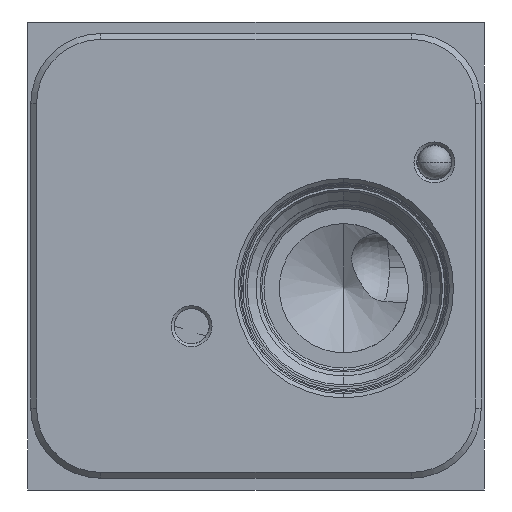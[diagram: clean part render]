
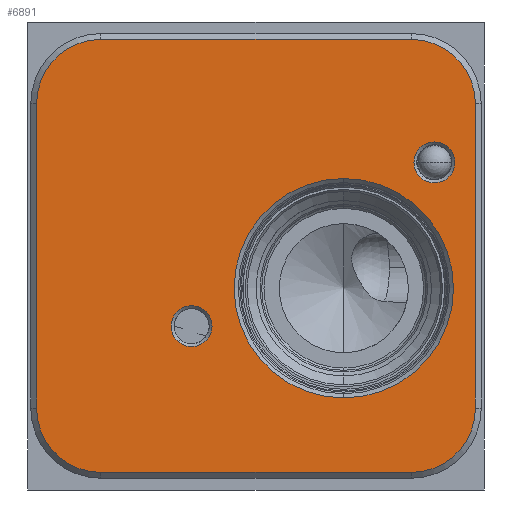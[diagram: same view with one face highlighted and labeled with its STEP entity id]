
A CAD part, left-side view. The second image highlights one B-rep face of the part: STEP entity #6891.
In plain terms, the highlighted planar face has unit normal (-1, 0, 0).
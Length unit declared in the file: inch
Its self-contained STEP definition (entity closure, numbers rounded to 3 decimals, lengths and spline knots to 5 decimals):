
#57=CARTESIAN_POINT('',(0.,-2.047,0.438));
#58=DIRECTION('',(1.,0.,0.));
#59=DIRECTION('',(0.,-1.,0.));
#60=AXIS2_PLACEMENT_3D('',#57,#58,#59);
#71=CARTESIAN_POINT('',(0.,-1.688,1.078));
#72=DIRECTION('',(1.,0.,0.));
#73=DIRECTION('',(0.,0.,-1.));
#74=AXIS2_PLACEMENT_3D('',#71,#72,#73);
#76=CARTESIAN_POINT('',(0.,-1.688,1.078));
#77=DIRECTION('',(1.,0.,0.));
#78=DIRECTION('',(0.,0.,1.));
#79=AXIS2_PLACEMENT_3D('',#76,#77,#78);
#81=CARTESIAN_POINT('',(0.,-2.172,1.75));
#82=DIRECTION('',(1.,0.,0.));
#83=DIRECTION('',(0.,0.643,-0.766));
#84=AXIS2_PLACEMENT_3D('',#81,#82,#83);
#86=CARTESIAN_POINT('',(0.,-2.172,1.75));
#87=DIRECTION('',(1.,0.,0.));
#88=DIRECTION('',(0.,-0.643,0.766));
#89=AXIS2_PLACEMENT_3D('',#86,#87,#88);
#91=CARTESIAN_POINT('',(0.,-0.875,0.875));
#92=DIRECTION('',(1.,0.,0.));
#93=DIRECTION('',(0.,0.643,-0.766));
#94=AXIS2_PLACEMENT_3D('',#91,#92,#93);
#96=CARTESIAN_POINT('',(0.,-0.875,0.875));
#97=DIRECTION('',(1.,0.,0.));
#98=DIRECTION('',(0.,-0.643,0.766));
#99=AXIS2_PLACEMENT_3D('',#96,#97,#98);
#101=DIRECTION('',(0.,1.,0.));
#102=VECTOR('',#101,1.656);
#103=CARTESIAN_POINT('',(0.,-2.047,0.094));
#104=LINE('',#103,#102);
#121=CARTESIAN_POINT('',(0.,-0.391,0.438));
#122=DIRECTION('',(1.,0.,0.));
#123=DIRECTION('',(0.,0.,-1.));
#124=AXIS2_PLACEMENT_3D('',#121,#122,#123);
#139=DIRECTION('',(0.,0.,1.));
#140=VECTOR('',#139,1.625);
#141=CARTESIAN_POINT('',(0.,-0.047,0.438));
#142=LINE('',#141,#140);
#155=CARTESIAN_POINT('',(0.,-0.391,2.063));
#156=DIRECTION('',(1.,0.,0.));
#157=DIRECTION('',(0.,1.,0.));
#158=AXIS2_PLACEMENT_3D('',#155,#156,#157);
#169=DIRECTION('',(0.,-1.,0.));
#170=VECTOR('',#169,1.656);
#171=CARTESIAN_POINT('',(0.,-0.391,2.407));
#172=LINE('',#171,#170);
#189=CARTESIAN_POINT('',(0.,-2.047,2.063));
#190=DIRECTION('',(1.,0.,0.));
#191=DIRECTION('',(0.,0.,1.));
#192=AXIS2_PLACEMENT_3D('',#189,#190,#191);
#203=DIRECTION('',(0.,0.,-1.));
#204=VECTOR('',#203,1.625);
#205=CARTESIAN_POINT('',(0.,-2.391,2.063));
#206=LINE('',#205,#204);
#6466=CARTESIAN_POINT('',(0.,-0.047,0.438));
#6467=CARTESIAN_POINT('',(0.,-0.047,2.063));
#6468=VERTEX_POINT('',#6466);
#6469=VERTEX_POINT('',#6467);
#6474=CARTESIAN_POINT('',(0.,-0.391,2.407));
#6475=VERTEX_POINT('',#6474);
#6478=CARTESIAN_POINT('',(0.,-2.047,2.407));
#6479=VERTEX_POINT('',#6478);
#6482=CARTESIAN_POINT('',(0.,-2.391,2.063));
#6483=VERTEX_POINT('',#6482);
#6486=CARTESIAN_POINT('',(0.,-2.391,0.438));
#6487=VERTEX_POINT('',#6486);
#6490=CARTESIAN_POINT('',(0.,-2.047,0.094));
#6491=VERTEX_POINT('',#6490);
#6494=CARTESIAN_POINT('',(0.,-0.391,0.094));
#6495=VERTEX_POINT('',#6494);
#6558=CARTESIAN_POINT('',(0.,-1.688,0.492));
#6559=CARTESIAN_POINT('',(0.,-1.688,1.664));
#6560=VERTEX_POINT('',#6558);
#6561=VERTEX_POINT('',#6559);
#6587=CARTESIAN_POINT('',(0.,-2.10161,1.66612));
#6588=CARTESIAN_POINT('',(0.,-2.24239,1.83388));
#6589=VERTEX_POINT('',#6587);
#6590=VERTEX_POINT('',#6588);
#6617=CARTESIAN_POINT('',(0.,-0.80461,0.79112));
#6618=CARTESIAN_POINT('',(0.,-0.94539,0.95888));
#6619=VERTEX_POINT('',#6617);
#6620=VERTEX_POINT('',#6618);
#6851=CARTESIAN_POINT('',(0.,0.,0.));
#6852=DIRECTION('',(-1.,0.,0.));
#6853=DIRECTION('',(0.,-1.,0.));
#6854=AXIS2_PLACEMENT_3D('',#6851,#6852,#6853);
#6855=PLANE('',#6854);
#6856=ORIENTED_EDGE('',*,*,#6841,.T.);
#6858=ORIENTED_EDGE('',*,*,#6857,.T.);
#6860=ORIENTED_EDGE('',*,*,#6859,.T.);
#6862=ORIENTED_EDGE('',*,*,#6861,.T.);
#6864=ORIENTED_EDGE('',*,*,#6863,.T.);
#6866=ORIENTED_EDGE('',*,*,#6865,.T.);
#6868=ORIENTED_EDGE('',*,*,#6867,.T.);
#6870=ORIENTED_EDGE('',*,*,#6869,.T.);
#6871=EDGE_LOOP('',(#6856,#6858,#6860,#6862,#6864,#6866,#6868,#6870));
#6872=FACE_OUTER_BOUND('',#6871,.F.);
#6874=ORIENTED_EDGE('',*,*,#6873,.F.);
#6876=ORIENTED_EDGE('',*,*,#6875,.F.);
#6877=EDGE_LOOP('',(#6874,#6876));
#6878=FACE_BOUND('',#6877,.F.);
#6880=ORIENTED_EDGE('',*,*,#6879,.F.);
#6882=ORIENTED_EDGE('',*,*,#6881,.F.);
#6883=EDGE_LOOP('',(#6880,#6882));
#6884=FACE_BOUND('',#6883,.F.);
#6886=ORIENTED_EDGE('',*,*,#6885,.F.);
#6888=ORIENTED_EDGE('',*,*,#6887,.F.);
#6889=EDGE_LOOP('',(#6886,#6888));
#6890=FACE_BOUND('',#6889,.F.);
#6891=ADVANCED_FACE('',(#6872,#6878,#6884,#6890),#6855,.T.);
#61=CIRCLE('',#60,0.344);
#75=CIRCLE('',#74,0.586);
#80=CIRCLE('',#79,0.586);
#85=CIRCLE('',#84,0.1095);
#90=CIRCLE('',#89,0.1095);
#95=CIRCLE('',#94,0.1095);
#100=CIRCLE('',#99,0.1095);
#125=CIRCLE('',#124,0.344);
#159=CIRCLE('',#158,0.344);
#193=CIRCLE('',#192,0.344);
#6841=EDGE_CURVE('',#6487,#6491,#61,.T.);
#6857=EDGE_CURVE('',#6491,#6495,#104,.T.);
#6859=EDGE_CURVE('',#6495,#6468,#125,.T.);
#6861=EDGE_CURVE('',#6468,#6469,#142,.T.);
#6863=EDGE_CURVE('',#6469,#6475,#159,.T.);
#6865=EDGE_CURVE('',#6475,#6479,#172,.T.);
#6867=EDGE_CURVE('',#6479,#6483,#193,.T.);
#6869=EDGE_CURVE('',#6483,#6487,#206,.T.);
#6873=EDGE_CURVE('',#6560,#6561,#75,.T.);
#6875=EDGE_CURVE('',#6561,#6560,#80,.T.);
#6879=EDGE_CURVE('',#6589,#6590,#85,.T.);
#6881=EDGE_CURVE('',#6590,#6589,#90,.T.);
#6885=EDGE_CURVE('',#6619,#6620,#95,.T.);
#6887=EDGE_CURVE('',#6620,#6619,#100,.T.);
